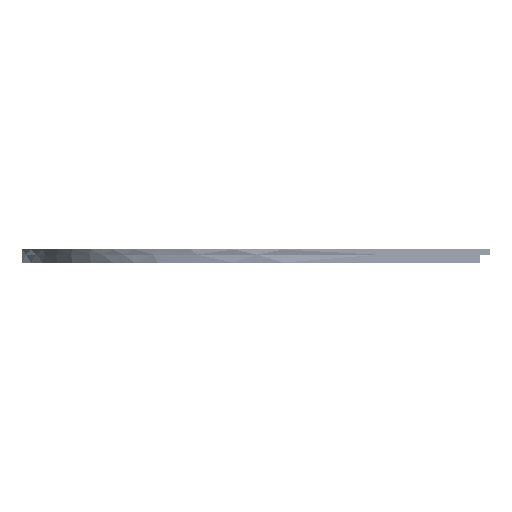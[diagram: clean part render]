
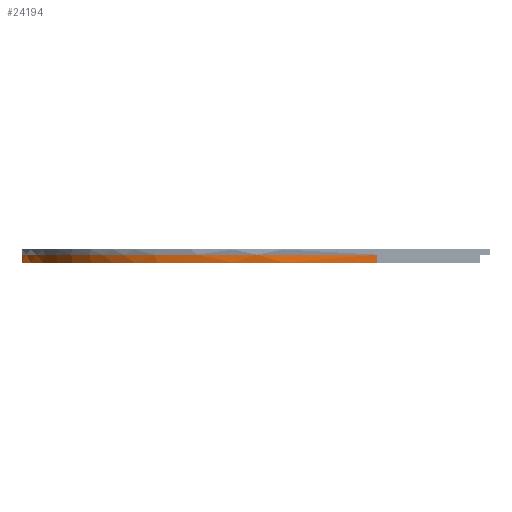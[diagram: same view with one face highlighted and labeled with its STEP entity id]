
A CAD part, front view. The second image highlights one B-rep face of the part: STEP entity #24194.
In plain terms, the highlighted free-form (B-spline) face has degree [1, 3] with [2, 28] control points.
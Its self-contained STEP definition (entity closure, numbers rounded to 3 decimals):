
#18=B_SPLINE_SURFACE_WITH_KNOTS($,1,3,((#160720,#160721,#160722,#160723,
#160724,#160725,#160726,#160727,#160728,#160729,#160730,#160731,#160732,
#160733,#160734,#160735,#160736,#160737,#160738,#160739,#160740,#160741,
#160742,#160743,#160744,#160745,#160746,#160747),(#160748,#160749,#160750,
#160751,#160752,#160753,#160754,#160755,#160756,#160757,#160758,#160759,
#160760,#160761,#160762,#160763,#160764,#160765,#160766,#160767,#160768,
#160769,#160770,#160771,#160772,#160773,#160774,#160775)),.UNSPECIFIED.,
.F.,.F.,.F.,(2,2),(4,2,2,2,2,2,2,2,2,2,2,2,2,4),(0.,1.),(0.,9.491,
19.007,23.764,28.522,38.037,42.795,
47.553,57.068,61.826,66.583,76.099,
85.614,104.108),.UNSPECIFIED.);
#24194=ADVANCED_FACE($,(#26211),#18,.T.);
#26211=FACE_OUTER_BOUND($,#30187,.T.);
#30187=EDGE_LOOP($,(#42195,#42196,#42197,#42198));
#42195=ORIENTED_EDGE($,*,*,#54263,.F.);
#42196=ORIENTED_EDGE($,*,*,#54262,.F.);
#42197=ORIENTED_EDGE($,*,*,#54261,.F.);
#42198=ORIENTED_EDGE($,*,*,#54260,.F.);
#54260=EDGE_CURVE($,#66325,#66326,#72506,.T.);
#54261=EDGE_CURVE($,#66326,#66327,#72507,.T.);
#54262=EDGE_CURVE($,#66327,#66328,#72508,.T.);
#54263=EDGE_CURVE($,#66328,#66325,#72509,.T.);
#66325=VERTEX_POINT($,#160776);
#66326=VERTEX_POINT($,#160777);
#66327=VERTEX_POINT($,#160778);
#66328=VERTEX_POINT($,#160779);
#72506=B_SPLINE_CURVE_WITH_KNOTS($,3,(#160660,#160661,#160662,#160663,#160664,
#160665,#160666,#160667,#160668,#160669,#160670,#160671,#160672,#160673,
#160674,#160675,#160676,#160677,#160678,#160679,#160680,#160681,#160682,
#160683,#160684,#160685,#160686,#160687),.UNSPECIFIED.,.F.,.F.,(4,2,2,2,
2,2,2,2,2,2,2,2,2,4),(0.,9.491,19.007,23.764,
28.522,38.037,42.795,47.553,57.068,
61.826,66.583,76.099,85.614,104.108),
.UNSPECIFIED.);
#72507=B_SPLINE_CURVE_WITH_KNOTS($,1,(#160688,#160689),.UNSPECIFIED.,.F.,
.F.,(2,2),(0.,1.),.UNSPECIFIED.);
#72508=B_SPLINE_CURVE_WITH_KNOTS($,3,(#160690,#160691,#160692,#160693,#160694,
#160695,#160696,#160697,#160698,#160699,#160700,#160701,#160702,#160703,
#160704,#160705,#160706,#160707,#160708,#160709,#160710,#160711,#160712,
#160713,#160714,#160715,#160716,#160717),.UNSPECIFIED.,.F.,.F.,(4,2,2,2,
2,2,2,2,2,2,2,2,2,4),(-104.108,-85.614,-76.099,
-66.583,-61.826,-57.068,-47.553,
-42.795,-38.037,-28.522,-23.764,
-19.007,-9.491,0.),.UNSPECIFIED.);
#72509=B_SPLINE_CURVE_WITH_KNOTS($,1,(#160718,#160719),.UNSPECIFIED.,.F.,
.F.,(2,2),(-1.,0.),.UNSPECIFIED.);
#160660=CARTESIAN_POINT($,(-154.696,-36.6,-125.5));
#160661=CARTESIAN_POINT($,(-154.624,-39.761,-125.5));
#160662=CARTESIAN_POINT($,(-154.491,-42.921,-125.5));
#160663=CARTESIAN_POINT($,(-154.001,-49.246,-125.5));
#160664=CARTESIAN_POINT($,(-153.643,-52.396,-125.5));
#160665=CARTESIAN_POINT($,(-152.832,-57.079,-125.5));
#160666=CARTESIAN_POINT($,(-152.515,-58.633,-125.5));
#160667=CARTESIAN_POINT($,(-151.764,-61.723,-125.5));
#160668=CARTESIAN_POINT($,(-151.329,-63.265,-125.5));
#160669=CARTESIAN_POINT($,(-149.817,-67.798,-125.5));
#160670=CARTESIAN_POINT($,(-148.543,-70.701,-125.5));
#160671=CARTESIAN_POINT($,(-146.061,-74.8,-125.5));
#160672=CARTESIAN_POINT($,(-145.134,-76.125,-125.5));
#160673=CARTESIAN_POINT($,(-143.11,-78.613,-125.5));
#160674=CARTESIAN_POINT($,(-142.,-79.791,-125.5));
#160675=CARTESIAN_POINT($,(-138.461,-83.029,-125.5));
#160676=CARTESIAN_POINT($,(-135.835,-84.797,-125.5));
#160677=CARTESIAN_POINT($,(-131.575,-86.968,-125.5));
#160678=CARTESIAN_POINT($,(-130.1,-87.611,-125.5));
#160679=CARTESIAN_POINT($,(-127.13,-88.733,-125.5));
#160680=CARTESIAN_POINT($,(-125.626,-89.216,-125.5));
#160681=CARTESIAN_POINT($,(-121.067,-90.483,-125.5));
#160682=CARTESIAN_POINT($,(-117.966,-91.082,-125.5));
#160683=CARTESIAN_POINT($,(-111.686,-91.966,-125.5));
#160684=CARTESIAN_POINT($,(-108.529,-92.245,-125.5));
#160685=CARTESIAN_POINT($,(-99.252,-92.786,-125.5));
#160686=CARTESIAN_POINT($,(-93.124,-92.784,-125.5));
#160687=CARTESIAN_POINT($,(-87.,-92.784,-125.5));
#160688=CARTESIAN_POINT($,(-87.,-92.784,-125.5));
#160689=CARTESIAN_POINT($,(-87.,-92.784,-124.));
#160690=CARTESIAN_POINT($,(-87.,-92.784,-124.));
#160691=CARTESIAN_POINT($,(-93.124,-92.784,-124.));
#160692=CARTESIAN_POINT($,(-99.252,-92.786,-124.));
#160693=CARTESIAN_POINT($,(-108.529,-92.245,-124.));
#160694=CARTESIAN_POINT($,(-111.686,-91.966,-124.));
#160695=CARTESIAN_POINT($,(-117.966,-91.082,-124.));
#160696=CARTESIAN_POINT($,(-121.067,-90.483,-124.));
#160697=CARTESIAN_POINT($,(-125.626,-89.216,-124.));
#160698=CARTESIAN_POINT($,(-127.13,-88.733,-124.));
#160699=CARTESIAN_POINT($,(-130.1,-87.611,-124.));
#160700=CARTESIAN_POINT($,(-131.575,-86.968,-124.));
#160701=CARTESIAN_POINT($,(-135.835,-84.797,-124.));
#160702=CARTESIAN_POINT($,(-138.461,-83.029,-124.));
#160703=CARTESIAN_POINT($,(-142.,-79.791,-124.));
#160704=CARTESIAN_POINT($,(-143.11,-78.613,-124.));
#160705=CARTESIAN_POINT($,(-145.134,-76.125,-124.));
#160706=CARTESIAN_POINT($,(-146.061,-74.8,-124.));
#160707=CARTESIAN_POINT($,(-148.543,-70.701,-124.));
#160708=CARTESIAN_POINT($,(-149.817,-67.798,-124.));
#160709=CARTESIAN_POINT($,(-151.329,-63.265,-124.));
#160710=CARTESIAN_POINT($,(-151.764,-61.723,-124.));
#160711=CARTESIAN_POINT($,(-152.515,-58.633,-124.));
#160712=CARTESIAN_POINT($,(-152.832,-57.079,-124.));
#160713=CARTESIAN_POINT($,(-153.643,-52.396,-124.));
#160714=CARTESIAN_POINT($,(-154.001,-49.246,-124.));
#160715=CARTESIAN_POINT($,(-154.491,-42.921,-124.));
#160716=CARTESIAN_POINT($,(-154.624,-39.761,-124.));
#160717=CARTESIAN_POINT($,(-154.696,-36.6,-124.));
#160718=CARTESIAN_POINT($,(-154.696,-36.6,-124.));
#160719=CARTESIAN_POINT($,(-154.696,-36.6,-125.5));
#160720=CARTESIAN_POINT($,(-154.696,-36.6,-125.5));
#160721=CARTESIAN_POINT($,(-154.624,-39.761,-125.5));
#160722=CARTESIAN_POINT($,(-154.491,-42.921,-125.5));
#160723=CARTESIAN_POINT($,(-154.001,-49.246,-125.5));
#160724=CARTESIAN_POINT($,(-153.643,-52.396,-125.5));
#160725=CARTESIAN_POINT($,(-152.832,-57.079,-125.5));
#160726=CARTESIAN_POINT($,(-152.515,-58.633,-125.5));
#160727=CARTESIAN_POINT($,(-151.764,-61.723,-125.5));
#160728=CARTESIAN_POINT($,(-151.329,-63.265,-125.5));
#160729=CARTESIAN_POINT($,(-149.817,-67.798,-125.5));
#160730=CARTESIAN_POINT($,(-148.543,-70.701,-125.5));
#160731=CARTESIAN_POINT($,(-146.061,-74.8,-125.5));
#160732=CARTESIAN_POINT($,(-145.134,-76.125,-125.5));
#160733=CARTESIAN_POINT($,(-143.11,-78.613,-125.5));
#160734=CARTESIAN_POINT($,(-142.,-79.791,-125.5));
#160735=CARTESIAN_POINT($,(-138.461,-83.029,-125.5));
#160736=CARTESIAN_POINT($,(-135.835,-84.797,-125.5));
#160737=CARTESIAN_POINT($,(-131.575,-86.968,-125.5));
#160738=CARTESIAN_POINT($,(-130.1,-87.611,-125.5));
#160739=CARTESIAN_POINT($,(-127.13,-88.733,-125.5));
#160740=CARTESIAN_POINT($,(-125.626,-89.216,-125.5));
#160741=CARTESIAN_POINT($,(-121.067,-90.483,-125.5));
#160742=CARTESIAN_POINT($,(-117.966,-91.082,-125.5));
#160743=CARTESIAN_POINT($,(-111.686,-91.966,-125.5));
#160744=CARTESIAN_POINT($,(-108.529,-92.245,-125.5));
#160745=CARTESIAN_POINT($,(-99.252,-92.786,-125.5));
#160746=CARTESIAN_POINT($,(-93.124,-92.784,-125.5));
#160747=CARTESIAN_POINT($,(-87.,-92.784,-125.5));
#160748=CARTESIAN_POINT($,(-154.696,-36.6,-124.));
#160749=CARTESIAN_POINT($,(-154.624,-39.761,-124.));
#160750=CARTESIAN_POINT($,(-154.491,-42.921,-124.));
#160751=CARTESIAN_POINT($,(-154.001,-49.246,-124.));
#160752=CARTESIAN_POINT($,(-153.643,-52.396,-124.));
#160753=CARTESIAN_POINT($,(-152.832,-57.079,-124.));
#160754=CARTESIAN_POINT($,(-152.515,-58.633,-124.));
#160755=CARTESIAN_POINT($,(-151.764,-61.723,-124.));
#160756=CARTESIAN_POINT($,(-151.329,-63.265,-124.));
#160757=CARTESIAN_POINT($,(-149.817,-67.798,-124.));
#160758=CARTESIAN_POINT($,(-148.543,-70.701,-124.));
#160759=CARTESIAN_POINT($,(-146.061,-74.8,-124.));
#160760=CARTESIAN_POINT($,(-145.134,-76.125,-124.));
#160761=CARTESIAN_POINT($,(-143.11,-78.613,-124.));
#160762=CARTESIAN_POINT($,(-142.,-79.791,-124.));
#160763=CARTESIAN_POINT($,(-138.461,-83.029,-124.));
#160764=CARTESIAN_POINT($,(-135.835,-84.797,-124.));
#160765=CARTESIAN_POINT($,(-131.575,-86.968,-124.));
#160766=CARTESIAN_POINT($,(-130.1,-87.611,-124.));
#160767=CARTESIAN_POINT($,(-127.13,-88.733,-124.));
#160768=CARTESIAN_POINT($,(-125.626,-89.216,-124.));
#160769=CARTESIAN_POINT($,(-121.067,-90.483,-124.));
#160770=CARTESIAN_POINT($,(-117.966,-91.082,-124.));
#160771=CARTESIAN_POINT($,(-111.686,-91.966,-124.));
#160772=CARTESIAN_POINT($,(-108.529,-92.245,-124.));
#160773=CARTESIAN_POINT($,(-99.252,-92.786,-124.));
#160774=CARTESIAN_POINT($,(-93.124,-92.784,-124.));
#160775=CARTESIAN_POINT($,(-87.,-92.784,-124.));
#160776=CARTESIAN_POINT($,(-154.696,-36.6,-125.5));
#160777=CARTESIAN_POINT($,(-87.,-92.784,-125.5));
#160778=CARTESIAN_POINT($,(-87.,-92.784,-124.));
#160779=CARTESIAN_POINT($,(-154.696,-36.6,-124.));
